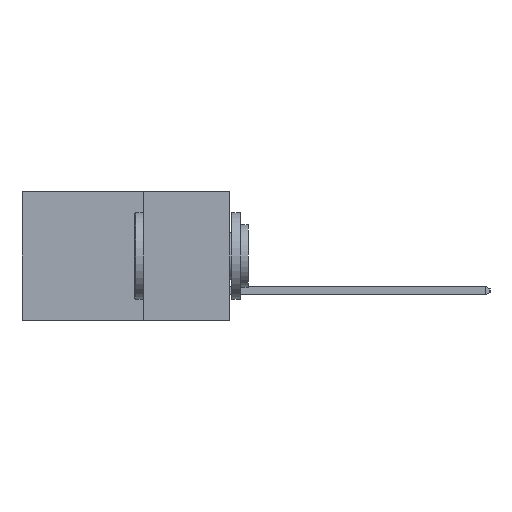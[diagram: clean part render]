
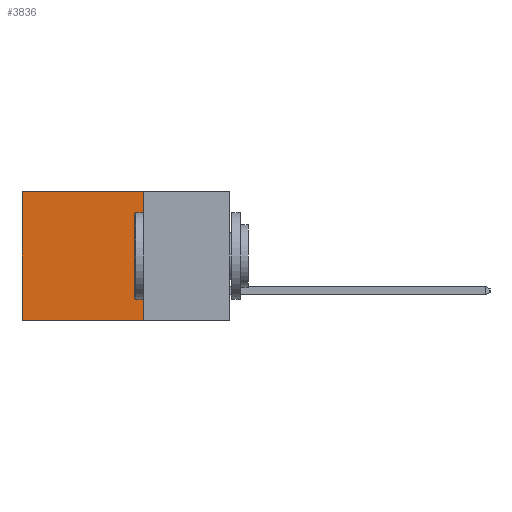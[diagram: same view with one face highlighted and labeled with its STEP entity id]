
A CAD part, left-side view. The second image highlights one B-rep face of the part: STEP entity #3836.
In plain terms, the highlighted planar face has unit normal (-1, 0, 0).
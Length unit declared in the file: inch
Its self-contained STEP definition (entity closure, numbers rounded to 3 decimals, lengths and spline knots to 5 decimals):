
#131 = EDGE_CURVE ( 'NONE', #1927, #15065, #5722, .T. ) ;
#210 = VECTOR ( 'NONE', #15053, 39.37008 ) ;
#566 = CARTESIAN_POINT ( 'NONE',  ( 0.298, 0.6, 0. ) ) ;
#942 = CARTESIAN_POINT ( 'NONE',  ( 0.298, 0.25, 0. ) ) ;
#1506 = FACE_OUTER_BOUND ( 'NONE', #13768, .T. ) ;
#1927 = VERTEX_POINT ( 'NONE', #566 ) ;
#2032 = AXIS2_PLACEMENT_3D ( 'NONE', #13417, #10430, #10395 ) ;
#2174 = VECTOR ( 'NONE', #10821, 39.37008 ) ;
#2955 = LINE ( 'NONE', #6819, #210 ) ;
#3263 = VERTEX_POINT ( 'NONE', #7001 ) ;
#3518 = DIRECTION ( 'NONE',  ( 0., 1., 0. ) ) ;
#3836 = ADVANCED_FACE ( 'NONE', ( #1506 ), #11783, .F. ) ;
#4166 = CARTESIAN_POINT ( 'NONE',  ( 0.298, 0.6, 0. ) ) ;
#4379 = EDGE_CURVE ( 'NONE', #3263, #1927, #8041, .T. ) ;
#5722 = LINE ( 'NONE', #4166, #2174 ) ;
#6819 = CARTESIAN_POINT ( 'NONE',  ( 0.298, 0.25, -0.37 ) ) ;
#7001 = CARTESIAN_POINT ( 'NONE',  ( 0.298, 0.25, 0. ) ) ;
#7350 = VERTEX_POINT ( 'NONE', #11840 ) ;
#7665 = VECTOR ( 'NONE', #3518, 39.37008 ) ;
#8041 = LINE ( 'NONE', #13893, #7665 ) ;
#8854 = VECTOR ( 'NONE', #11674, 39.37008 ) ;
#10145 = ORIENTED_EDGE ( 'NONE', *, *, #13461, .F. ) ;
#10395 = DIRECTION ( 'NONE',  ( 0., 0., -1. ) ) ;
#10430 = DIRECTION ( 'NONE',  ( 1., 0., 0. ) ) ;
#10821 = DIRECTION ( 'NONE',  ( 0., 0., -1. ) ) ;
#11029 = ORIENTED_EDGE ( 'NONE', *, *, #131, .T. ) ;
#11090 = ORIENTED_EDGE ( 'NONE', *, *, #11513, .F. ) ;
#11439 = ORIENTED_EDGE ( 'NONE', *, *, #4379, .T. ) ;
#11513 = EDGE_CURVE ( 'NONE', #7350, #15065, #2955, .T. ) ;
#11674 = DIRECTION ( 'NONE',  ( 0., 0., -1. ) ) ;
#11783 = PLANE ( 'NONE',  #2032 ) ;
#11840 = CARTESIAN_POINT ( 'NONE',  ( 0.298, 0.25, -0.37 ) ) ;
#12047 = LINE ( 'NONE', #942, #8854 ) ;
#12317 = CARTESIAN_POINT ( 'NONE',  ( 0.298, 0.6, -0.37 ) ) ;
#13417 = CARTESIAN_POINT ( 'NONE',  ( 0.298, 0.25, 0. ) ) ;
#13461 = EDGE_CURVE ( 'NONE', #3263, #7350, #12047, .T. ) ;
#13768 = EDGE_LOOP ( 'NONE', ( #11029, #11090, #10145, #11439 ) ) ;
#13893 = CARTESIAN_POINT ( 'NONE',  ( 0.298, 0.25, 0. ) ) ;
#15053 = DIRECTION ( 'NONE',  ( 0., 1., 0. ) ) ;
#15065 = VERTEX_POINT ( 'NONE', #12317 ) ;
